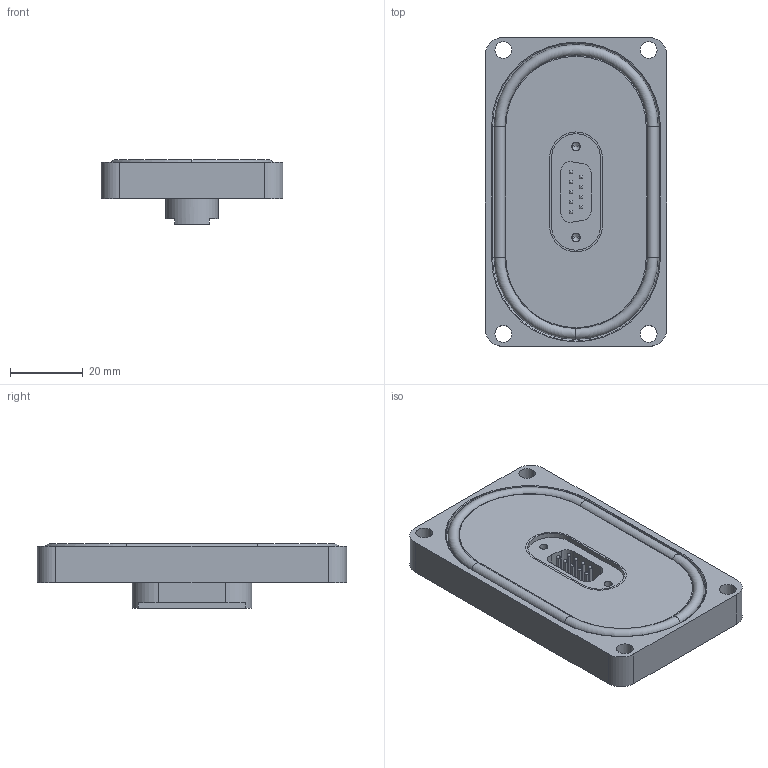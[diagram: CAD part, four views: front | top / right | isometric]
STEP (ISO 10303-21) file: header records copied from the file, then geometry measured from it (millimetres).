
FILE_DESCRIPTION (( 'STEP AP214' ), '1' );
FILE_NAME ('215-BP-D09.STEP', '2019-06-25T09:20:45', ( 'allectra' ), ( 'Microsoft' ), 'SwSTEP 2.0', 'SolidWorks 2014', '' );
FILE_SCHEMA (( 'AUTOMOTIVE_DESIGN' ));
Length unit declared in the file: millimetre
Products named in the file (6): 215-BP-D09; 9215-BP-1_9215-BP-D09; 9218-D9-37-SS_9pin 1mm beschr. allectra; 9210-PIN-FENI_Pin vergoldet; 218-D9-37-SS_218-D09-SS; 370-VIT-61X3_BP-Flange
Assembly tree (13 placements, depth 3):
  215-BP-D09
    9215-BP-1_9215-BP-D09
    218-D9-37-SS_218-D09-SS
      9218-D9-37-SS_9pin 1mm beschr. allectra
      9210-PIN-FENI_Pin vergoldet  x9
    370-VIT-61X3_BP-Flange
Bounding box: 50 x 85 x 17.73 mm (x, y, z)
Volume: 42070.5 mm3; surface area: 17838.2 mm2
Topology: 12 solids, 12 shells, 355 faces, 949 edges, 616 vertices
Faces by surface type: plane 158, cylinder 130, bspline 27, sphere 18, torus 14, cone 8
Entity records: 11887 total; most frequent: CARTESIAN_POINT 3498, ORIENTED_EDGE 1678, DIRECTION 1659, EDGE_CURVE 839, AXIS2_PLACEMENT_3D 561, VERTEX_POINT 548, LINE 537, VECTOR 537
